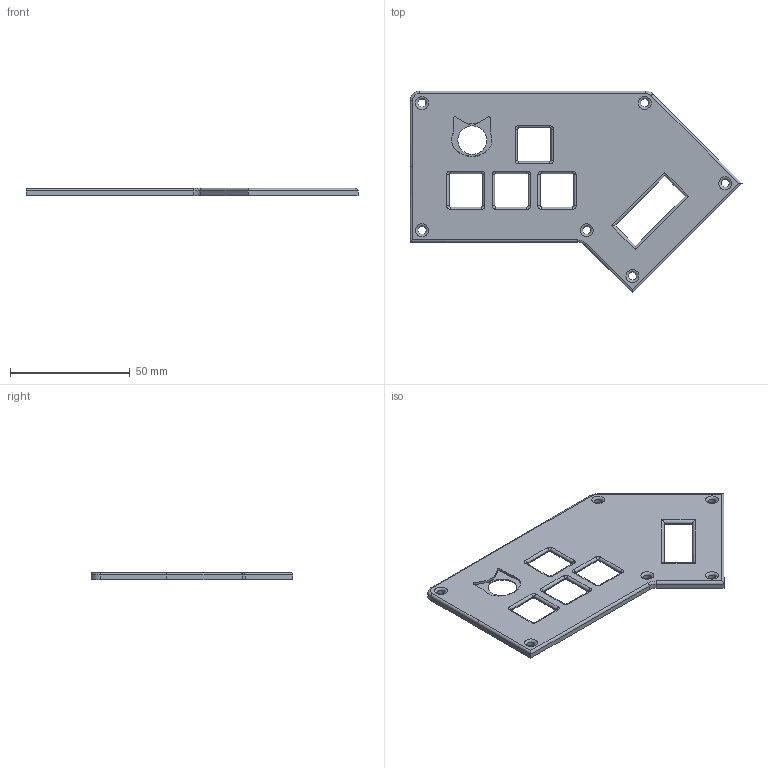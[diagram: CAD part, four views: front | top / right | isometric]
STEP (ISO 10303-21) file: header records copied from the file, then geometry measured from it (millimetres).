
FILE_DESCRIPTION(/* description */ (''),/* implementation_level */ '2;1');
FILE_NAME(/* name */ 'Meowpad Top.step',/* time_stamp */ '2025-06-05T09:11:48+08:00',/* author */ (''),/* organization */ (''),/* preprocessor_version */ 'ST-DEVELOPER v20.1',/* originating_system */ 'Autodesk Translation Framework v14.10.0.0',/* authorisation */ '');
FILE_SCHEMA (('AUTOMOTIVE_DESIGN { 1 0 10303 214 3 1 1 }'));
Length unit declared in the file: millimetre
Products named in the file (2): 2025-06-04-14-39-46-552; 2025-06-04-14-40-07-561
Assembly tree (1 placements, depth 2):
  2025-06-04-14-39-46-552
    2025-06-04-14-40-07-561
Bounding box: 138.78 x 84.42 x 3 mm (x, y, z)
Volume: 14614.1 mm3; surface area: 15748.7 mm2
Topology: 1 solids, 1 shells, 484 faces, 1349 edges, 884 vertices
Faces by surface type: plane 381, cylinder 53, torus 27, bspline 23
Full cylindrical faces by diameter (mm): 3.4 x6, 12 x1
Entity records: 15523 total; most frequent: CARTESIAN_POINT 3011, ORIENTED_EDGE 2698, DIRECTION 2409, EDGE_CURVE 1349, LINE 1157, VECTOR 1157, VERTEX_POINT 884, AXIS2_PLACEMENT_3D 626
